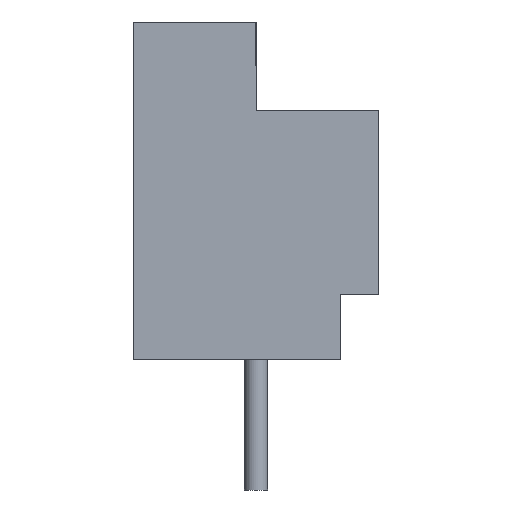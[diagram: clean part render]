
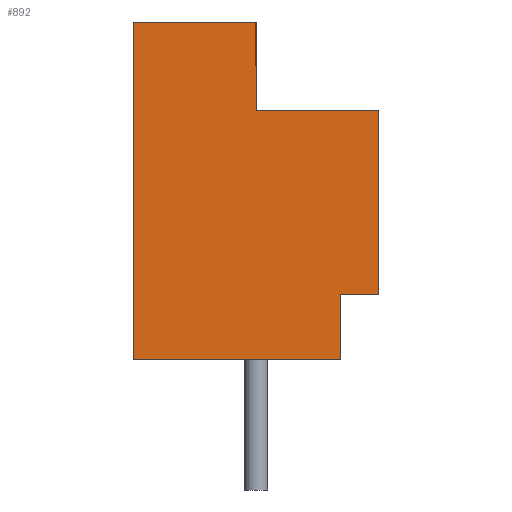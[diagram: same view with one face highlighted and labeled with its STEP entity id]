
A CAD part, left-side view. The second image highlights one B-rep face of the part: STEP entity #892.
In plain terms, the highlighted planar face has unit normal (-1, 0, 0).
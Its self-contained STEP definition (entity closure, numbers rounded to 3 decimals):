
#31=PLANE('',#979);
#84=FACE_OUTER_BOUND('',#147,.T.);
#147=EDGE_LOOP('',(#683,#684,#685,#686,#687,#688,#689,#690));
#203=LINE('',#1345,#303);
#212=LINE('',#1365,#312);
#222=LINE('',#1386,#322);
#223=LINE('',#1389,#323);
#224=LINE('',#1390,#324);
#225=LINE('',#1392,#325);
#226=LINE('',#1393,#326);
#227=LINE('',#1394,#327);
#303=VECTOR('',#1100,1000.);
#312=VECTOR('',#1113,1000.);
#322=VECTOR('',#1127,1000.);
#323=VECTOR('',#1130,1000.);
#324=VECTOR('',#1131,1000.);
#325=VECTOR('',#1132,1000.);
#326=VECTOR('',#1133,1000.);
#327=VECTOR('',#1134,1000.);
#433=VERTEX_POINT('',#1342);
#434=VERTEX_POINT('',#1344);
#442=VERTEX_POINT('',#1362);
#443=VERTEX_POINT('',#1364);
#450=VERTEX_POINT('',#1380);
#452=VERTEX_POINT('',#1384);
#453=VERTEX_POINT('',#1388);
#454=VERTEX_POINT('',#1391);
#523=EDGE_CURVE('',#433,#434,#203,.T.);
#532=EDGE_CURVE('',#443,#442,#212,.T.);
#542=EDGE_CURVE('',#452,#450,#222,.T.);
#543=EDGE_CURVE('',#453,#433,#223,.T.);
#544=EDGE_CURVE('',#453,#450,#224,.T.);
#545=EDGE_CURVE('',#452,#454,#225,.T.);
#546=EDGE_CURVE('',#454,#443,#226,.T.);
#547=EDGE_CURVE('',#442,#434,#227,.T.);
#683=ORIENTED_EDGE('',*,*,#543,.F.);
#684=ORIENTED_EDGE('',*,*,#544,.T.);
#685=ORIENTED_EDGE('',*,*,#542,.F.);
#686=ORIENTED_EDGE('',*,*,#545,.T.);
#687=ORIENTED_EDGE('',*,*,#546,.T.);
#688=ORIENTED_EDGE('',*,*,#532,.T.);
#689=ORIENTED_EDGE('',*,*,#547,.T.);
#690=ORIENTED_EDGE('',*,*,#523,.F.);
#892=ADVANCED_FACE('',(#84),#31,.F.);
#979=AXIS2_PLACEMENT_3D('',#1387,#1128,#1129);
#1100=DIRECTION('',(0.,1.,0.));
#1113=DIRECTION('',(0.,1.,0.));
#1127=DIRECTION('',(0.,0.,-1.));
#1128=DIRECTION('center_axis',(1.,0.,0.));
#1129=DIRECTION('ref_axis',(0.,0.,1.));
#1130=DIRECTION('',(0.,0.,-1.));
#1131=DIRECTION('',(0.,-1.,0.));
#1132=DIRECTION('',(0.,1.,0.));
#1133=DIRECTION('',(0.,0.,1.));
#1134=DIRECTION('',(0.,0.,-1.));
#1342=CARTESIAN_POINT('',(-7.5,-2.2,0.));
#1344=CARTESIAN_POINT('',(-7.5,3.2,0.));
#1345=CARTESIAN_POINT('',(-7.5,-3.2,0.));
#1362=CARTESIAN_POINT('',(-7.5,3.2,8.8));
#1364=CARTESIAN_POINT('',(-7.5,0.,8.8));
#1365=CARTESIAN_POINT('',(-7.5,-3.2,8.8));
#1380=CARTESIAN_POINT('',(-7.5,-3.2,1.7));
#1384=CARTESIAN_POINT('',(-7.5,-3.2,6.5));
#1386=CARTESIAN_POINT('',(-7.5,-3.2,8.8));
#1387=CARTESIAN_POINT('Origin',(-7.5,-3.2,8.8));
#1388=CARTESIAN_POINT('',(-7.5,-2.2,1.7));
#1389=CARTESIAN_POINT('',(-7.5,-2.2,1.7));
#1390=CARTESIAN_POINT('',(-7.5,-2.2,1.7));
#1391=CARTESIAN_POINT('',(-7.5,0.,6.5));
#1392=CARTESIAN_POINT('',(-7.5,-3.2,6.5));
#1393=CARTESIAN_POINT('',(-7.5,0.,8.8));
#1394=CARTESIAN_POINT('',(-7.5,3.2,8.8));
